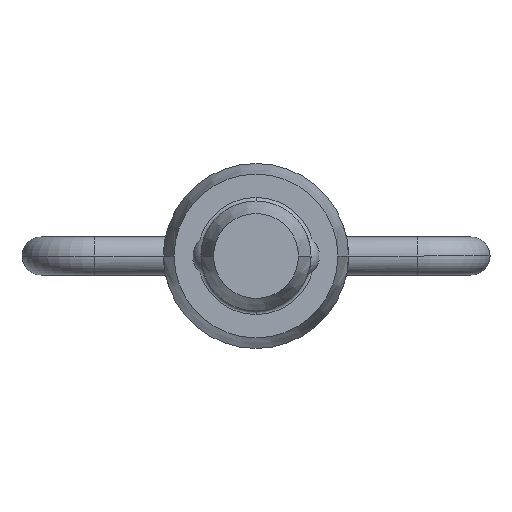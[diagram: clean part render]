
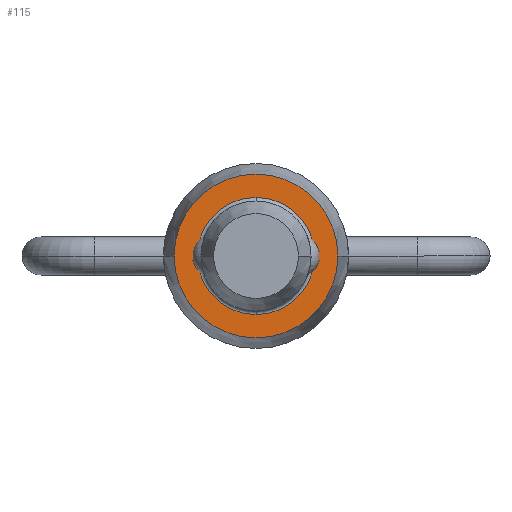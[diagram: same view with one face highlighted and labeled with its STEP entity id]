
A CAD part, front view. The second image highlights one B-rep face of the part: STEP entity #115.
In plain terms, the highlighted planar face has unit normal (0, -1, 0).
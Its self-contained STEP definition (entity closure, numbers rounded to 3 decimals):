
#115=ADVANCED_FACE('',(#240,#241),#242,.T.);
#240=FACE_OUTER_BOUND('',#373,.T.);
#241=FACE_BOUND('',#374,.T.);
#242=PLANE('',#375);
#373=EDGE_LOOP('',(#647,#648));
#374=EDGE_LOOP('',(#649,#650,#651));
#375=AXIS2_PLACEMENT_3D('',#652,#653,#654);
#647=ORIENTED_EDGE('',*,*,#856,.T.);
#648=ORIENTED_EDGE('',*,*,#885,.T.);
#649=ORIENTED_EDGE('',*,*,#899,.T.);
#650=ORIENTED_EDGE('',*,*,#812,.T.);
#651=ORIENTED_EDGE('',*,*,#900,.T.);
#652=CARTESIAN_POINT('',(-4.355,0.0,0.0));
#653=DIRECTION('',(0.,-1.0,0.0));
#654=DIRECTION('',(1.0,0.,0.0));
#812=EDGE_CURVE('',#966,#972,#974,.T.);
#856=EDGE_CURVE('',#1039,#1044,#1046,.T.);
#885=EDGE_CURVE('',#1044,#1039,#1084,.T.);
#899=EDGE_CURVE('',#1101,#966,#1102,.T.);
#900=EDGE_CURVE('',#972,#1101,#1103,.T.);
#966=VERTEX_POINT('',#1192);
#972=VERTEX_POINT('',#1198);
#974=CIRCLE('',#1200,3.375);
#1039=VERTEX_POINT('',#1344);
#1044=VERTEX_POINT('',#1350);
#1046=CIRCLE('',#1353,4.722);
#1084=CIRCLE('',#1442,4.722);
#1101=VERTEX_POINT('',#1504);
#1102=CIRCLE('',#1505,3.375);
#1103=CIRCLE('',#1506,3.375);
#1192=CARTESIAN_POINT('',(0.,0.,3.375));
#1198=CARTESIAN_POINT('',(0.,0.,-3.375));
#1200=AXIS2_PLACEMENT_3D('',#1587,#1588,#1589);
#1344=CARTESIAN_POINT('',(-4.722,0.0,0.0));
#1350=CARTESIAN_POINT('',(4.722,0.,0.));
#1353=AXIS2_PLACEMENT_3D('',#1653,#1654,#1655);
#1442=AXIS2_PLACEMENT_3D('',#1691,#1692,#1693);
#1504=CARTESIAN_POINT('',(-3.375,0.0,0.0));
#1505=AXIS2_PLACEMENT_3D('',#1705,#1706,#1707);
#1506=AXIS2_PLACEMENT_3D('',#1708,#1709,#1710);
#1587=CARTESIAN_POINT('',(0.,0.0,0.0));
#1588=DIRECTION('',(0.,1.0,0.0));
#1589=DIRECTION('',(-1.0,0.,0.0));
#1653=CARTESIAN_POINT('',(0.,0.0,0.));
#1654=DIRECTION('',(0.,-1.0,0.0));
#1655=DIRECTION('',(-1.0,0.,0.0));
#1691=CARTESIAN_POINT('',(0.,0.0,0.));
#1692=DIRECTION('',(0.,-1.0,0.0));
#1693=DIRECTION('',(-1.0,0.,0.0));
#1705=CARTESIAN_POINT('',(0.,0.0,0.0));
#1706=DIRECTION('',(0.,1.0,0.0));
#1707=DIRECTION('',(-1.0,0.,0.0));
#1708=CARTESIAN_POINT('',(0.,0.0,0.0));
#1709=DIRECTION('',(0.,1.0,0.0));
#1710=DIRECTION('',(-1.0,0.,0.0));
